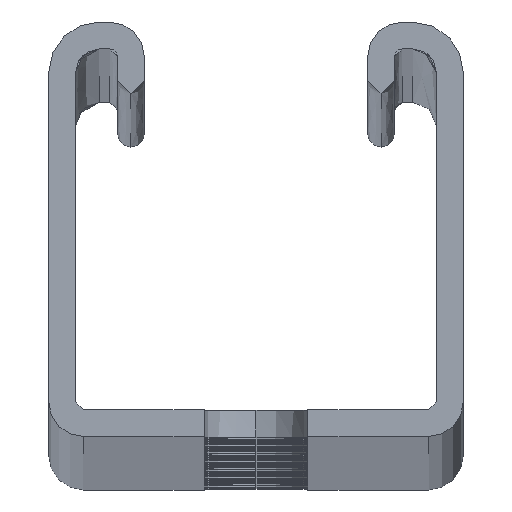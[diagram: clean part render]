
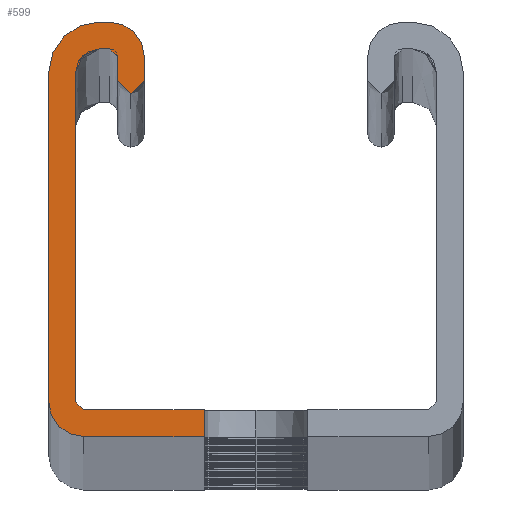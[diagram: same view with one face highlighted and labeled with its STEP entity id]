
A CAD part, top view. The second image highlights one B-rep face of the part: STEP entity #599.
In plain terms, the highlighted planar face has unit normal (0, 0, 1).
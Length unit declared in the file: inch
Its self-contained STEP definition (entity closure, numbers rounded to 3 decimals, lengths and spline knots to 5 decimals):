
#599=ADVANCED_FACE('',(#1285),#1286,.T.);
#1285=FACE_OUTER_BOUND('',#2768,.T.);
#1286=PLANE('',#2769);
#2768=EDGE_LOOP('',(#4554,#4555,#4556,#4557,#4558,#4559,#4560,#4561,#4562,#4563,#4564,#4565,#4566,#4567,#4568,#4569,#4570));
#2769=AXIS2_PLACEMENT_3D('',#4571,#4572,#4573);
#4554=ORIENTED_EDGE('',*,*,#5612,.T.);
#4555=ORIENTED_EDGE('',*,*,#5522,.F.);
#4556=ORIENTED_EDGE('',*,*,#5371,.F.);
#4557=ORIENTED_EDGE('',*,*,#4925,.F.);
#4558=ORIENTED_EDGE('',*,*,#5177,.F.);
#4559=ORIENTED_EDGE('',*,*,#5397,.F.);
#4560=ORIENTED_EDGE('',*,*,#5198,.F.);
#4561=ORIENTED_EDGE('',*,*,#5146,.F.);
#4562=ORIENTED_EDGE('',*,*,#5138,.F.);
#4563=ORIENTED_EDGE('',*,*,#5486,.F.);
#4564=ORIENTED_EDGE('',*,*,#5613,.F.);
#4565=ORIENTED_EDGE('',*,*,#5605,.F.);
#4566=ORIENTED_EDGE('',*,*,#5601,.F.);
#4567=ORIENTED_EDGE('',*,*,#5517,.F.);
#4568=ORIENTED_EDGE('',*,*,#5512,.F.);
#4569=ORIENTED_EDGE('',*,*,#4895,.F.);
#4570=ORIENTED_EDGE('',*,*,#5314,.F.);
#4571=CARTESIAN_POINT('',(0.8125,0.58068,120.0));
#4572=DIRECTION('',(0.0,0.0,1.0));
#4573=DIRECTION('',(1.0,0.0,0.0));
#4895=EDGE_CURVE('',#5824,#5825,#5826,.T.);
#4925=EDGE_CURVE('',#5878,#5879,#5880,.T.);
#5138=EDGE_CURVE('',#6238,#6239,#6240,.T.);
#5146=EDGE_CURVE('',#6239,#6250,#6251,.T.);
#5177=EDGE_CURVE('',#6296,#5878,#6297,.T.);
#5198=EDGE_CURVE('',#6250,#6330,#6331,.T.);
#5314=EDGE_CURVE('',#6516,#5824,#6518,.T.);
#5371=EDGE_CURVE('',#5879,#6595,#6596,.T.);
#5397=EDGE_CURVE('',#6330,#6296,#6631,.T.);
#5486=EDGE_CURVE('',#6743,#6238,#6744,.T.);
#5512=EDGE_CURVE('',#5825,#6777,#6778,.T.);
#5517=EDGE_CURVE('',#6777,#6783,#6784,.T.);
#5522=EDGE_CURVE('',#6595,#6790,#6791,.T.);
#5601=EDGE_CURVE('',#6783,#6886,#6887,.T.);
#5605=EDGE_CURVE('',#6886,#6891,#6892,.T.);
#5612=EDGE_CURVE('',#6516,#6790,#6899,.T.);
#5613=EDGE_CURVE('',#6891,#6743,#6900,.T.);
#5824=VERTEX_POINT('',#7234);
#5825=VERTEX_POINT('',#7235);
#5826=B_SPLINE_CURVE_WITH_KNOTS('',3,(#7236,#7237,#7238,#7239),.UNSPECIFIED.,.F.,.F.,(4,4),(-1.0,-0.0),.UNSPECIFIED.);
#5878=VERTEX_POINT('',#7328);
#5879=VERTEX_POINT('',#7329);
#5880=LINE('',#7330,#7331);
#6238=VERTEX_POINT('',#7976);
#6239=VERTEX_POINT('',#7977);
#6240=B_SPLINE_CURVE_WITH_KNOTS('',3,(#7978,#7979,#7980,#7981),.UNSPECIFIED.,.F.,.F.,(4,4),(-1.0,-0.0),.UNSPECIFIED.);
#6250=VERTEX_POINT('',#7996);
#6251=LINE('',#7997,#7998);
#6296=VERTEX_POINT('',#8081);
#6297=B_SPLINE_CURVE_WITH_KNOTS('',3,(#8082,#8083,#8084,#8085),.UNSPECIFIED.,.F.,.F.,(4,4),(-1.0,-0.0),.UNSPECIFIED.);
#6330=VERTEX_POINT('',#8149);
#6331=B_SPLINE_CURVE_WITH_KNOTS('',3,(#8150,#8151,#8152,#8153),.UNSPECIFIED.,.F.,.F.,(4,4),(-1.0,-0.0),.UNSPECIFIED.);
#6516=VERTEX_POINT('',#8563);
#6518=LINE('',#8566,#8567);
#6595=VERTEX_POINT('',#8730);
#6596=B_SPLINE_CURVE_WITH_KNOTS('',3,(#8731,#8732,#8733,#8734),.UNSPECIFIED.,.F.,.F.,(4,4),(-1.0,-0.0),.UNSPECIFIED.);
#6631=LINE('',#8796,#8797);
#6743=VERTEX_POINT('',#9006);
#6744=B_SPLINE_CURVE_WITH_KNOTS('',3,(#9007,#9008,#9009,#9010),.UNSPECIFIED.,.F.,.F.,(4,4),(-1.0,-0.0),.UNSPECIFIED.);
#6777=VERTEX_POINT('',#9069);
#6778=LINE('',#9070,#9071);
#6783=VERTEX_POINT('',#9080);
#6784=B_SPLINE_CURVE_WITH_KNOTS('',3,(#9081,#9082,#9083,#9084),.UNSPECIFIED.,.F.,.F.,(4,4),(-1.0,-0.0),.UNSPECIFIED.);
#6790=VERTEX_POINT('',#9093);
#6791=LINE('',#9094,#9095);
#6886=VERTEX_POINT('',#9327);
#6887=LINE('',#9328,#9329);
#6891=VERTEX_POINT('',#9334);
#6892=B_SPLINE_CURVE_WITH_KNOTS('',3,(#9335,#9336,#9337,#9338),.UNSPECIFIED.,.F.,.F.,(4,4),(-1.0,-0.0),.UNSPECIFIED.);
#6899=LINE('',#9347,#9348);
#6900=LINE('',#9349,#9350);
#7234=CARTESIAN_POINT('',(0.13625,-0.13623,120.0));
#7235=CARTESIAN_POINT('',(0.0,0.0,120.0));
#7236=CARTESIAN_POINT('',(0.13625,-0.13623,120.0));
#7237=CARTESIAN_POINT('',(0.061,-0.13623,120.0));
#7238=CARTESIAN_POINT('',(0.0,-0.07522,120.0));
#7239=CARTESIAN_POINT('',(0.0,0.0,120.0));
#7328=CARTESIAN_POINT('',(0.105,1.29001,120.0));
#7329=CARTESIAN_POINT('',(0.105,0.0,120.0));
#7330=CARTESIAN_POINT('',(0.105,0.0,120.0));
#7331=VECTOR('',#9485,1.0);
#7976=CARTESIAN_POINT('',(0.3225,1.20776,120.0));
#7977=CARTESIAN_POINT('',(0.27,1.26026,120.0));
#7978=CARTESIAN_POINT('',(0.3225,1.20776,120.0));
#7979=CARTESIAN_POINT('',(0.2935,1.20776,120.0));
#7980=CARTESIAN_POINT('',(0.27,1.23127,120.0));
#7981=CARTESIAN_POINT('',(0.27,1.26026,120.0));
#7996=CARTESIAN_POINT('',(0.27,1.35251,120.0));
#7997=CARTESIAN_POINT('',(0.27,1.35251,120.0));
#7998=VECTOR('',#9601,1.0);
#8081=CARTESIAN_POINT('',(0.19875,1.38376,120.0));
#8082=CARTESIAN_POINT('',(0.19875,1.38376,120.0));
#8083=CARTESIAN_POINT('',(0.14697,1.38376,120.0));
#8084=CARTESIAN_POINT('',(0.105,1.34179,120.0));
#8085=CARTESIAN_POINT('',(0.105,1.29001,120.0));
#8149=CARTESIAN_POINT('',(0.23875,1.38376,120.0));
#8150=CARTESIAN_POINT('',(0.27,1.35251,120.0));
#8151=CARTESIAN_POINT('',(0.27,1.36977,120.0));
#8152=CARTESIAN_POINT('',(0.25601,1.38376,120.0));
#8153=CARTESIAN_POINT('',(0.23875,1.38376,120.0));
#8563=CARTESIAN_POINT('',(0.60937,-0.13623,120.0));
#8566=CARTESIAN_POINT('',(0.13625,-0.13623,120.0));
#8567=VECTOR('',#9669,1.0);
#8730=CARTESIAN_POINT('',(0.13625,-0.03125,120.0));
#8731=CARTESIAN_POINT('',(0.105,0.0,120.0));
#8732=CARTESIAN_POINT('',(0.105,-0.01725,120.0));
#8733=CARTESIAN_POINT('',(0.11899,-0.03125,120.0));
#8734=CARTESIAN_POINT('',(0.13625,-0.03125,120.0));
#8796=CARTESIAN_POINT('',(0.19875,1.38376,120.0));
#8797=VECTOR('',#9708,1.0);
#9006=CARTESIAN_POINT('',(0.375,1.26026,120.0));
#9007=CARTESIAN_POINT('',(0.375,1.26026,120.0));
#9008=CARTESIAN_POINT('',(0.375,1.23127,120.0));
#9009=CARTESIAN_POINT('',(0.35149,1.20776,120.0));
#9010=CARTESIAN_POINT('',(0.3225,1.20776,120.0));
#9069=CARTESIAN_POINT('',(0.0,1.29001,120.0));
#9070=CARTESIAN_POINT('',(0.0,1.29001,120.0));
#9071=VECTOR('',#9754,1.0);
#9080=CARTESIAN_POINT('',(0.19875,1.48876,120.0));
#9081=CARTESIAN_POINT('',(0.0,1.29001,120.0));
#9082=CARTESIAN_POINT('',(0.0,1.39978,120.0));
#9083=CARTESIAN_POINT('',(0.08898,1.48876,120.0));
#9084=CARTESIAN_POINT('',(0.19875,1.48876,120.0));
#9093=CARTESIAN_POINT('',(0.60937,-0.03125,120.0));
#9094=CARTESIAN_POINT('',(1.48876,-0.03125,120.0));
#9095=VECTOR('',#9759,1.0);
#9327=CARTESIAN_POINT('',(0.23875,1.48876,120.0));
#9328=CARTESIAN_POINT('',(0.23875,1.48876,120.0));
#9329=VECTOR('',#9780,1.0);
#9334=CARTESIAN_POINT('',(0.375,1.35251,120.0));
#9335=CARTESIAN_POINT('',(0.23875,1.48876,120.0));
#9336=CARTESIAN_POINT('',(0.314,1.48876,120.0));
#9337=CARTESIAN_POINT('',(0.375,1.42776,120.0));
#9338=CARTESIAN_POINT('',(0.375,1.35251,120.0));
#9347=CARTESIAN_POINT('',(0.60937,0.09371,120.0));
#9348=VECTOR('',#9784,1.0);
#9349=CARTESIAN_POINT('',(0.375,1.26026,120.0));
#9350=VECTOR('',#9785,1.0);
#9485=DIRECTION('',(-0.0,-1.0,-0.0));
#9601=DIRECTION('',(0.0,1.0,0.0));
#9669=DIRECTION('',(-1.0,-0.0,-0.0));
#9708=DIRECTION('',(-1.0,-0.0,-0.0));
#9754=DIRECTION('',(0.0,1.0,0.0));
#9759=DIRECTION('',(1.0,0.0,0.0));
#9780=DIRECTION('',(1.0,0.0,0.0));
#9784=DIRECTION('',(0.0,1.0,-0.0));
#9785=DIRECTION('',(-0.0,-1.0,-0.0));
